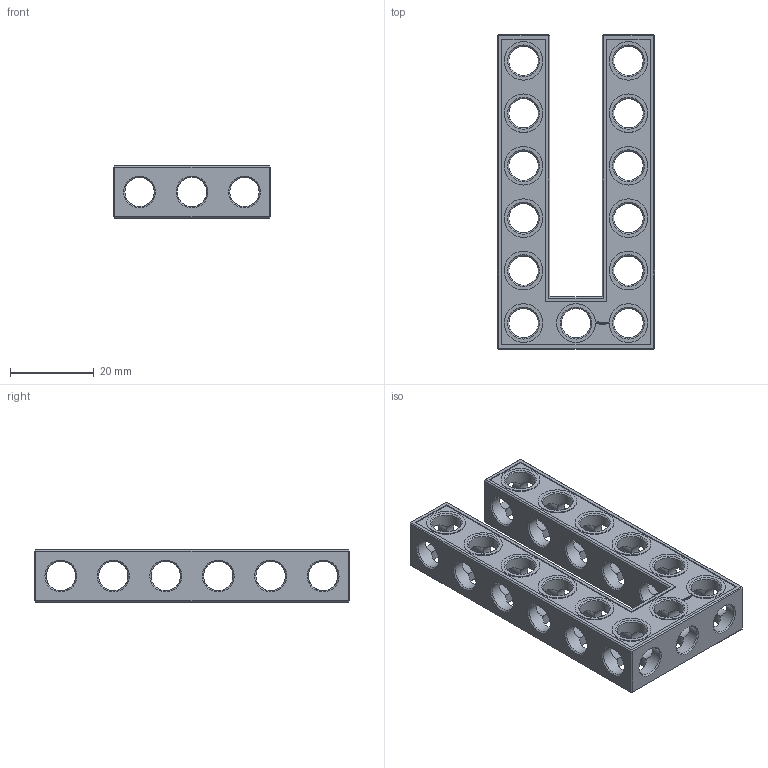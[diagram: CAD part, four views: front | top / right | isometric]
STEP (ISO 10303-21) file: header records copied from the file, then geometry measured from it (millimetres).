
FILE_DESCRIPTION(('FreeCAD Model'),'2;1');
FILE_NAME('Open CASCADE Shape Model','2022-02-22T22:56:57',( 'Paulo Kiefe'),('STEMFIE.org'),'Open CASCADE STEP processor 7.4', 'FreeCAD','Unknown');
FILE_SCHEMA(('AUTOMOTIVE_DESIGN { 1 0 10303 214 1 1 1 1 }'));
Products named in the file (1): Beam_AGD_ESS_USH_SYM_BU03x06x01_-_SPN-BEM-0305_(stemfie.org)
Bounding box: 37.5 x 75 x 12.5 mm (x, y, z)
Volume: 12704.7 mm3; surface area: 11481.5 mm2
Topology: 1 solids, 1 shells, 699 faces, 2011 edges, 1308 vertices
Faces by surface type: plane 384, extrusion 182, cylinder 79, cone 54
Full cylindrical faces by diameter (mm): 6.98 x14, 7 x52, 9.2 x13
Entity records: 98827 total; most frequent: CARTESIAN_POINT 61032, DIRECTION 5975, VECTOR 4408, LINE 4226, ORIENTED_EDGE 4022, PCURVE 4022, DEFINITIONAL_REPRESENTATION 4022, EDGE_CURVE 2011
